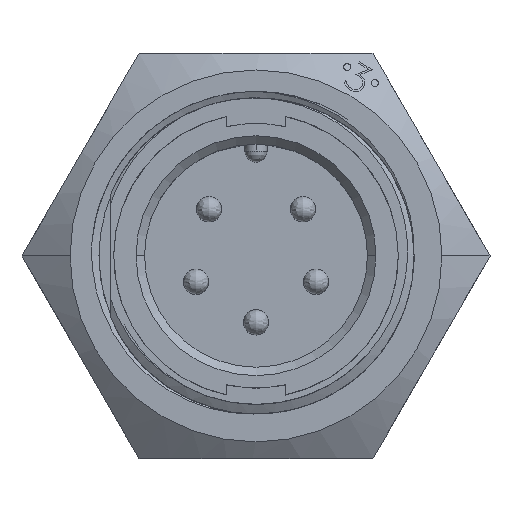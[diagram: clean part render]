
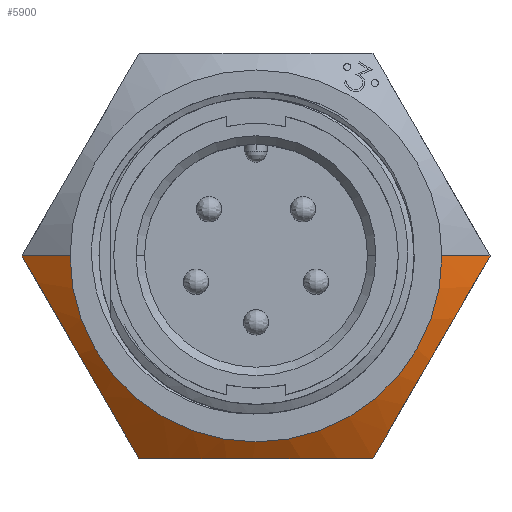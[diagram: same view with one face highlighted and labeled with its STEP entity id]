
A CAD part, top view. The second image highlights one B-rep face of the part: STEP entity #5900.
In plain terms, the highlighted conical face has half-angle 55 degrees and reference radius 14.683 mm.
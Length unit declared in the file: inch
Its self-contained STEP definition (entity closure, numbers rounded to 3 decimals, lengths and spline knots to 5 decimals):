
#143 = CARTESIAN_POINT ( 'NONE',  ( -0.42122, -0.27043, -0.3408 ) ) ;
#270 = EDGE_CURVE ( 'NONE', #18016, #16218, #11038, .T. ) ;
#399 = CARTESIAN_POINT ( 'NONE',  ( -0.57735, 0., -0.395 ) ) ;
#466 = EDGE_CURVE ( 'NONE', #3011, #18016, #18961, .T. ) ;
#713 = DIRECTION ( 'NONE',  ( 0., 0., -1. ) ) ;
#1190 = CARTESIAN_POINT ( 'NONE',  ( 0.24185, -0.5, -0.37861 ) ) ;
#1230 = CARTESIAN_POINT ( 'NONE',  ( 0.40773, -0.29379, -0.34092 ) ) ;
#1413 = EDGE_CURVE ( 'NONE', #2778, #8493, #9978, .T. ) ;
#1488 = CARTESIAN_POINT ( 'NONE',  ( 0.28868, -0.5, -0.395 ) ) ;
#1822 = ORIENTED_EDGE ( 'NONE', *, *, #20401, .T. ) ;
#2213 = CARTESIAN_POINT ( 'NONE',  ( -0.38413, -0.33466, -0.34706 ) ) ;
#2778 = VERTEX_POINT ( 'NONE', #20107 ) ;
#3011 = VERTEX_POINT ( 'NONE', #7023 ) ;
#3168 = CARTESIAN_POINT ( 'NONE',  ( -0.28868, -0.5, -0.395 ) ) ;
#3288 = CARTESIAN_POINT ( 'NONE',  ( 0.4573, -0.20792, -0.34207 ) ) ;
#3541 = CARTESIAN_POINT ( 'NONE',  ( 0., 0., -0.3955 ) ) ;
#4189 = CARTESIAN_POINT ( 'NONE',  ( -0.57806, 0., -0.3955 ) ) ;
#4277 = CARTESIAN_POINT ( 'NONE',  ( -0.33578, -0.41841, -0.36498 ) ) ;
#5233 = CARTESIAN_POINT ( 'NONE',  ( -0.24199, -0.5, -0.37865 ) ) ;
#5371 = CARTESIAN_POINT ( 'NONE',  ( 0.49406, -0.14426, -0.35076 ) ) ;
#5900 = ADVANCED_FACE ( 'NONE', ( #17728 ), #11607, .T. ) ;
#6362 = CARTESIAN_POINT ( 'NONE',  ( -0.28868, -0.5, -0.395 ) ) ;
#7023 = CARTESIAN_POINT ( 'NONE',  ( -0.28868, -0.5, -0.395 ) ) ;
#7308 = CARTESIAN_POINT ( 'NONE',  ( -0.09912, -0.5, -0.3462 ) ) ;
#7434 = CARTESIAN_POINT ( 'NONE',  ( 0.55394, -0.04055, -0.37861 ) ) ;
#7693 = CARTESIAN_POINT ( 'NONE',  ( 0.57806, 0., -0.3955 ) ) ;
#7694 = ORIENTED_EDGE ( 'NONE', *, *, #466, .T. ) ;
#7955 = AXIS2_PLACEMENT_3D ( 'NONE', #13055, #713, #15146 ) ;
#8317 = VECTOR ( 'NONE', #13902, 39.37008 ) ;
#8359 = CARTESIAN_POINT ( 'NONE',  ( -0.55401, -0.04043, -0.37865 ) ) ;
#8493 = VERTEX_POINT ( 'NONE', #399 ) ;
#8903 = CARTESIAN_POINT ( 'NONE',  ( 0.57735, 0., -0.395 ) ) ;
#8962 = LINE ( 'NONE', #7693, #8317 ) ;
#9174 = ORIENTED_EDGE ( 'NONE', *, *, #270, .T. ) ;
#9391 = CARTESIAN_POINT ( 'NONE',  ( 0.02359, -0.5, -0.3408 ) ) ;
#9427 = CARTESIAN_POINT ( 'NONE',  ( 0.3356, -0.41872, -0.3651 ) ) ;
#9978 = LINE ( 'NONE', #4189, #10635 ) ;
#10293 = B_SPLINE_CURVE_WITH_KNOTS ( 'NONE', 3,
 ( #20682, #8359, #10415, #24855, #12477, #143, #14562, #2213, #16631, #4277, #18694, #6362 ),
 .UNSPECIFIED., .F., .F.,
 ( 4, 2, 2, 2, 2, 4 ),
 ( 0., 0.00372, 0.00743, 0.00929, 0.01115, 0.01486 ),
 .UNSPECIFIED. ) ;
#10415 = CARTESIAN_POINT ( 'NONE',  ( -0.53042, -0.08128, -0.3651 ) ) ;
#10635 = VECTOR ( 'NONE', #16543, 39.37008 ) ;
#11038 = B_SPLINE_CURVE_WITH_KNOTS ( 'NONE', 3,
 ( #25947, #23838, #9427, #13564, #1230, #15656, #3288, #17707, #5371, #19779, #7434, #21854 ),
 .UNSPECIFIED., .F., .F.,
 ( 4, 2, 2, 2, 2, 4 ),
 ( 0., 0.00372, 0.00743, 0.00929, 0.01115, 0.01486 ),
 .UNSPECIFIED. ) ;
#11453 = CARTESIAN_POINT ( 'NONE',  ( 0.09776, -0.5, -0.34706 ) ) ;
#11607 = CONICAL_SURFACE ( 'NONE', #21232, 0.57806, 0.96 ) ;
#11917 = ORIENTED_EDGE ( 'NONE', *, *, #15818, .F. ) ;
#12477 = CARTESIAN_POINT ( 'NONE',  ( -0.45829, -0.20621, -0.34092 ) ) ;
#13055 = CARTESIAN_POINT ( 'NONE',  ( 0., 0., -0.312 ) ) ;
#13524 = CARTESIAN_POINT ( 'NONE',  ( 0.19446, -0.5, -0.36498 ) ) ;
#13564 = CARTESIAN_POINT ( 'NONE',  ( 0.38345, -0.33584, -0.3462 ) ) ;
#13668 = CIRCLE ( 'NONE', #7955, 0.45881 ) ;
#13902 = DIRECTION ( 'NONE',  ( 0.819, 0., -0.574 ) ) ;
#13904 = DIRECTION ( 'NONE',  ( -1., 0., 0. ) ) ;
#14444 = EDGE_CURVE ( 'NONE', #8493, #3011, #10293, .T. ) ;
#14562 = CARTESIAN_POINT ( 'NONE',  ( -0.40872, -0.29208, -0.34207 ) ) ;
#15146 = DIRECTION ( 'NONE',  ( -1., 0., 0. ) ) ;
#15612 = CARTESIAN_POINT ( 'NONE',  ( 0.28868, -0.5, -0.395 ) ) ;
#15656 = CARTESIAN_POINT ( 'NONE',  ( 0.44481, -0.22957, -0.3408 ) ) ;
#15818 = EDGE_CURVE ( 'NONE', #23046, #16218, #8962, .T. ) ;
#16218 = VERTEX_POINT ( 'NONE', #8903 ) ;
#16543 = DIRECTION ( 'NONE',  ( -0.819, 0., -0.574 ) ) ;
#16631 = CARTESIAN_POINT ( 'NONE',  ( -0.37197, -0.35574, -0.35076 ) ) ;
#17707 = CARTESIAN_POINT ( 'NONE',  ( 0.48189, -0.16534, -0.34706 ) ) ;
#17728 = FACE_OUTER_BOUND ( 'NONE', #22771, .T. ) ;
#18016 = VERTEX_POINT ( 'NONE', #1488 ) ;
#18694 = CARTESIAN_POINT ( 'NONE',  ( -0.31209, -0.45945, -0.37861 ) ) ;
#18961 = B_SPLINE_CURVE_WITH_KNOTS ( 'NONE', 3,
 ( #3168, #5233, #19650, #7308, #21724, #9391, #23803, #11453, #25905, #13524, #1190, #15612 ),
 .UNSPECIFIED., .F., .F.,
 ( 4, 2, 2, 2, 2, 4 ),
 ( 0., 0.00372, 0.00743, 0.00929, 0.01115, 0.01486 ),
 .UNSPECIFIED. ) ;
#19650 = CARTESIAN_POINT ( 'NONE',  ( -0.19482, -0.5, -0.3651 ) ) ;
#19779 = CARTESIAN_POINT ( 'NONE',  ( 0.53024, -0.08159, -0.36498 ) ) ;
#20085 = ORIENTED_EDGE ( 'NONE', *, *, #14444, .T. ) ;
#20107 = CARTESIAN_POINT ( 'NONE',  ( -0.45881, 0., -0.312 ) ) ;
#20401 = EDGE_CURVE ( 'NONE', #23046, #2778, #13668, .T. ) ;
#20682 = CARTESIAN_POINT ( 'NONE',  ( -0.57735, 0., -0.395 ) ) ;
#21232 = AXIS2_PLACEMENT_3D ( 'NONE', #3541, #26283, #13904 ) ;
#21564 = CARTESIAN_POINT ( 'NONE',  ( 0.45881, 0., -0.312 ) ) ;
#21724 = CARTESIAN_POINT ( 'NONE',  ( -0.05056, -0.5, -0.34092 ) ) ;
#21854 = CARTESIAN_POINT ( 'NONE',  ( 0.57735, 0., -0.395 ) ) ;
#22771 = EDGE_LOOP ( 'NONE', ( #11917, #1822, #26305, #20085, #7694, #9174 ) ) ;
#23046 = VERTEX_POINT ( 'NONE', #21564 ) ;
#23803 = CARTESIAN_POINT ( 'NONE',  ( 0.04858, -0.5, -0.34207 ) ) ;
#23838 = CARTESIAN_POINT ( 'NONE',  ( 0.31202, -0.45957, -0.37865 ) ) ;
#24855 = CARTESIAN_POINT ( 'NONE',  ( -0.48257, -0.16416, -0.3462 ) ) ;
#25905 = CARTESIAN_POINT ( 'NONE',  ( 0.12209, -0.5, -0.35076 ) ) ;
#25947 = CARTESIAN_POINT ( 'NONE',  ( 0.28868, -0.5, -0.395 ) ) ;
#26283 = DIRECTION ( 'NONE',  ( 0., 0., -1. ) ) ;
#26305 = ORIENTED_EDGE ( 'NONE', *, *, #1413, .T. ) ;
